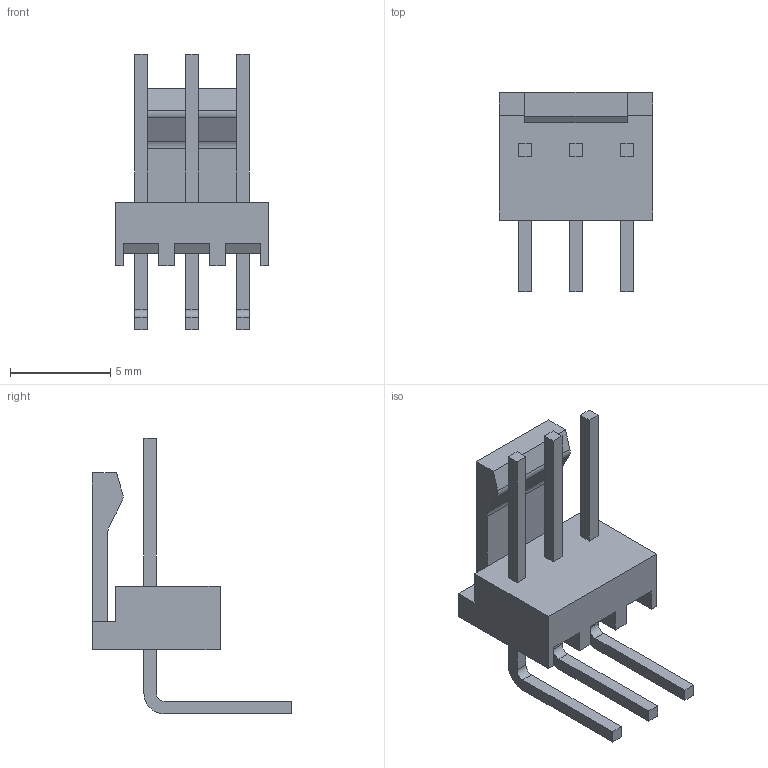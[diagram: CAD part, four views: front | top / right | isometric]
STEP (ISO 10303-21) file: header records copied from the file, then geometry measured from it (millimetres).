
FILE_DESCRIPTION((''),'2;1');
FILE_NAME('C-3-647630-3','2013-12-31T',('workeradm'),('Tyco Electronics Ltd.'),'PRO/ENGINEER BY PARAMETRIC TECHNOLOGY CORPORATION, 2013050','PRO/ENGINEER BY PARAMETRIC TECHNOLOGY CORPORATION, 2013050','');
FILE_SCHEMA(('AUTOMOTIVE_DESIGN { 1 0 10303 214 1 1 1 1 }'));
Length unit declared in the file: millimetre
Products named in the file (1): C-3-647630-3
Bounding box: 7.62 x 9.91 x 13.72 mm (x, y, z)
Volume: 167.2 mm3; surface area: 425.1 mm2
Topology: 1 solids, 1 shells, 76 faces, 204 edges, 136 vertices
Faces by surface type: plane 68, cylinder 8
Entity records: 2520 total; most frequent: CARTESIAN_POINT 418, ORIENTED_EDGE 408, DIRECTION 372, EDGE_CURVE 204, VECTOR 188, LINE 188, VERTEX_POINT 136, COLOUR_RGB 126
